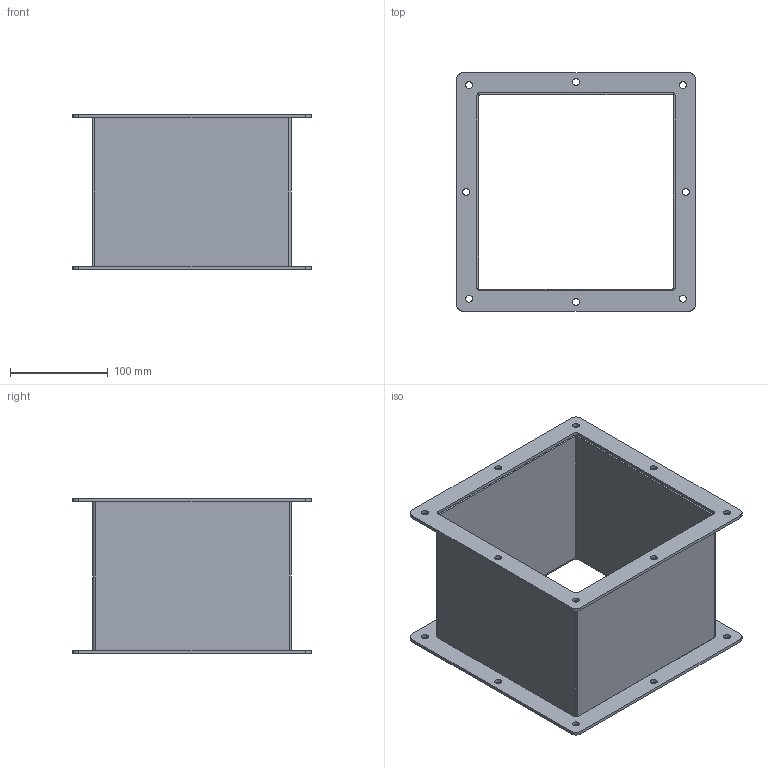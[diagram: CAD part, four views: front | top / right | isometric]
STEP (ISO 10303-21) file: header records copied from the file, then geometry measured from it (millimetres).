
FILE_DESCRIPTION(/* description */ ('JWN, BKP,CS, 8X8X6'),/* implementation_level */ '2;1');
FILE_NAME(/* name */ 'JWN886.stp',/* time_stamp */ '2017-03-08T10:03:16+06:00',/* author */ ('mgunasekar'),/* organization */ (''),/* preprocessor_version */ 'ST-DEVELOPER v16.1',/* originating_system */ 'Autodesk Inventor 2016',/* authorisation */ '');
FILE_SCHEMA (('AUTOMOTIVE_DESIGN { 1 0 10303 214 3 1 1 }'));
Length unit declared in the file: inch
Products named in the file (3): JWN886BKP; JW8_RING; JWN886
Assembly tree (4 placements, depth 2):
  JWN886
    JWN886BKP  x2
    JW8_RING  x2
Bounding box: 244.47 x 244.47 x 158.75 mm (x, y, z)
Volume: 344303.6 mm3; surface area: 332935.6 mm2
Topology: 4 solids, 4 shells, 80 faces, 200 edges, 128 vertices
Faces by surface type: plane 44, cylinder 36
Full cylindrical faces by diameter (mm): 7.144 x16
Entity records: 1322 total; most frequent: DIRECTION 222, CARTESIAN_POINT 203, ORIENTED_EDGE 184, EDGE_CURVE 92, AXIS2_PLACEMENT_3D 83, EDGE_LOOP 66, VERTEX_POINT 64, LINE 56
